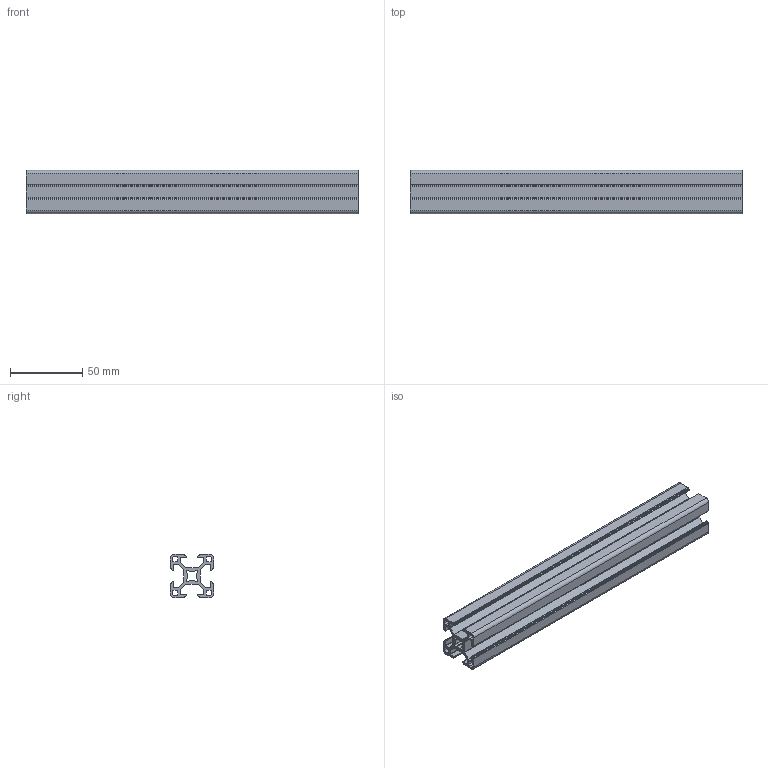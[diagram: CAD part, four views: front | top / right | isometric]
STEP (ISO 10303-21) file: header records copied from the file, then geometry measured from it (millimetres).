
FILE_DESCRIPTION (( 'STEP AP214' ), '1' );
FILE_NAME ('LCF8-3030-230.0-TPW.step', '2024-12-07T07:04:10', ( '' ), ( '' ), 'SwSTEP 2.0', 'SolidWorks 2020', '' );
FILE_SCHEMA (( 'AUTOMOTIVE_DESIGN' ));
Length unit declared in the file: millimetre
Products named in the file (1): LCF8-3030-230.0-TPW
Bounding box: 230 x 30 x 30 mm (x, y, z)
Volume: 69462 mm3; surface area: 74244.6 mm2
Topology: 1 solids, 1 shells, 203 faces, 600 edges, 399 vertices
Faces by surface type: cylinder 107, plane 86, cone 10
Entity records: 6992 total; most frequent: CARTESIAN_POINT 1251, DIRECTION 1207, ORIENTED_EDGE 1200, EDGE_CURVE 600, AXIS2_PLACEMENT_3D 419, VERTEX_POINT 399, VECTOR 369, LINE 369
